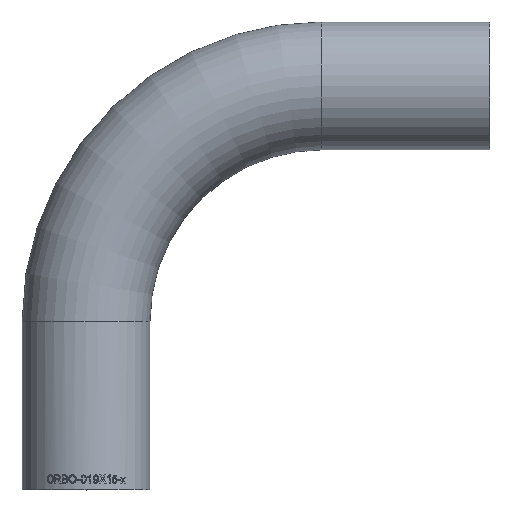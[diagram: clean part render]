
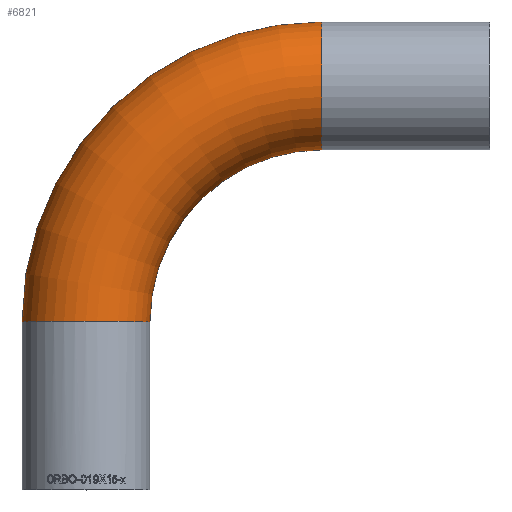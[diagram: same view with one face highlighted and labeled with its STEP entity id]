
A CAD part, top view. The second image highlights one B-rep face of the part: STEP entity #6821.
In plain terms, the highlighted toroidal (fillet/blend) face has major radius 35 mm and minor radius 9.5 mm.
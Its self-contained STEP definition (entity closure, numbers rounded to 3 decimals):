
#278 = EDGE_CURVE ( 'NONE', #13427, #13427, #6140, .T. ) ;
#537 = FACE_OUTER_BOUND ( 'NONE', #5897, .T. ) ;
#1018 = DIRECTION ( 'NONE',  ( 0., 0., 1. ) ) ;
#1033 = DIRECTION ( 'NONE',  ( 1., 0., 0. ) ) ;
#1746 = EDGE_CURVE ( 'NONE', #2169, #2169, #5686, .T. ) ;
#2169 = VERTEX_POINT ( 'NONE', #6701 ) ;
#2226 = CARTESIAN_POINT ( 'NONE',  ( 0., 60., 0. ) ) ;
#2779 = FACE_OUTER_BOUND ( 'NONE', #11590, .T. ) ;
#3265 = CARTESIAN_POINT ( 'NONE',  ( 0., 60., 9.5 ) ) ;
#4134 = TOROIDAL_SURFACE ( 'NONE', #9812, 35., 9.5 ) ;
#5315 = ORIENTED_EDGE ( 'NONE', *, *, #278, .F. ) ;
#5686 = CIRCLE ( 'NONE', #7110, 9.5 ) ;
#5787 = DIRECTION ( 'NONE',  ( 0., 0., 1. ) ) ;
#5897 = EDGE_LOOP ( 'NONE', ( #5315 ) ) ;
#6140 = CIRCLE ( 'NONE', #14491, 9.5 ) ;
#6387 = ORIENTED_EDGE ( 'NONE', *, *, #1746, .T. ) ;
#6701 = CARTESIAN_POINT ( 'NONE',  ( -35., 25., 9.5 ) ) ;
#6821 = ADVANCED_FACE ( 'NONE', ( #537, #2779 ), #4134, .T. ) ;
#7110 = AXIS2_PLACEMENT_3D ( 'NONE', #7770, #12345, #1018 ) ;
#7305 = CARTESIAN_POINT ( 'NONE',  ( 0., 25., 0. ) ) ;
#7770 = CARTESIAN_POINT ( 'NONE',  ( -35., 25., 0. ) ) ;
#9812 = AXIS2_PLACEMENT_3D ( 'NONE', #7305, #10671, #13138 ) ;
#10671 = DIRECTION ( 'NONE',  ( 0., 0., -1. ) ) ;
#11590 = EDGE_LOOP ( 'NONE', ( #6387 ) ) ;
#12345 = DIRECTION ( 'NONE',  ( 0., 1., 0. ) ) ;
#13138 = DIRECTION ( 'NONE',  ( -1., 0., 0. ) ) ;
#13427 = VERTEX_POINT ( 'NONE', #3265 ) ;
#14491 = AXIS2_PLACEMENT_3D ( 'NONE', #2226, #1033, #5787 ) ;
